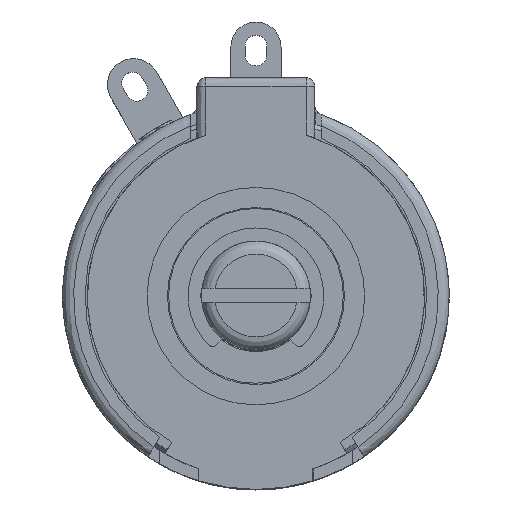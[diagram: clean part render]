
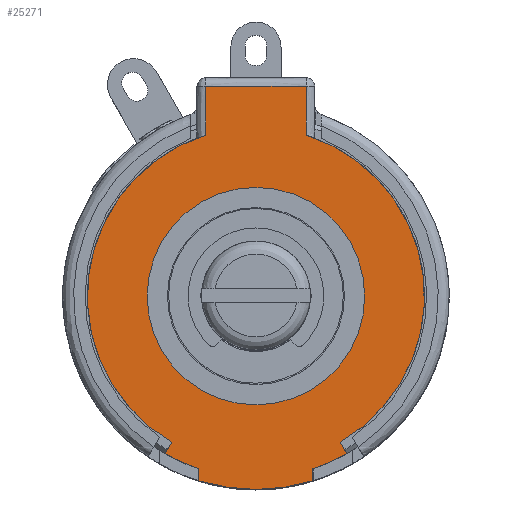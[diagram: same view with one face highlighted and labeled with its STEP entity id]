
A CAD part, top view. The second image highlights one B-rep face of the part: STEP entity #25271.
In plain terms, the highlighted free-form (B-spline) face has degree [1, 1] with [2, 2] control points.
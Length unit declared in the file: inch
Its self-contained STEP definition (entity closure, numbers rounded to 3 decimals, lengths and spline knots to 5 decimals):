
#772=CARTESIAN_POINT('',(0.,0.,0.));
#773=DIRECTION('',(0.,0.,1.));
#774=DIRECTION('',(-0.5,-0.866,0.));
#775=AXIS2_PLACEMENT_3D('',#772,#773,#774);
#796=CARTESIAN_POINT('',(0.,0.,0.));
#797=DIRECTION('',(0.,0.,1.));
#798=DIRECTION('',(0.314,-0.95,0.));
#799=AXIS2_PLACEMENT_3D('',#796,#797,#798);
#7802=CARTESIAN_POINT('',(-0.115,0.36847,0.));
#7830=DIRECTION('',(0.,-1.,0.));
#7831=VECTOR('',#7830,0.11153);
#7832=CARTESIAN_POINT('',(-0.115,0.48,0.));
#7833=LINE('',#7832,#7831);
#7837=CARTESIAN_POINT('',(0.,0.,0.));
#7838=DIRECTION('',(0.,0.,1.));
#7839=DIRECTION('',(-0.298,0.955,0.));
#7840=AXIS2_PLACEMENT_3D('',#7837,#7838,#7839);
#7845=CARTESIAN_POINT('',(0.,0.,0.));
#7846=DIRECTION('',(0.,0.,1.));
#7847=DIRECTION('',(0.5,-0.866,0.));
#7848=AXIS2_PLACEMENT_3D('',#7845,#7846,#7847);
#7867=DIRECTION('',(-0.5,-0.866,0.));
#7868=VECTOR('',#7867,0.03);
#7869=CARTESIAN_POINT('',(-0.193,-0.33429,0.));
#7870=LINE('',#7869,#7868);
#7881=DIRECTION('',(0.,1.,0.));
#7882=VECTOR('',#7881,0.02782);
#7883=CARTESIAN_POINT('',(0.1305,-0.42282,0.));
#7884=LINE('',#7883,#7882);
#7888=CARTESIAN_POINT('',(0.,0.,0.));
#7889=DIRECTION('',(0.,0.,-1.));
#7890=DIRECTION('',(0.295,-0.956,0.));
#7891=AXIS2_PLACEMENT_3D('',#7888,#7889,#7890);
#7896=DIRECTION('',(0.,1.,0.));
#7897=VECTOR('',#7896,0.02782);
#7898=CARTESIAN_POINT('',(-0.1305,-0.42282,0.));
#7899=LINE('',#7898,#7897);
#7903=CARTESIAN_POINT('',(0.,0.,0.));
#7904=DIRECTION('',(0.,0.,-1.));
#7905=DIRECTION('',(0.,1.,0.));
#7906=AXIS2_PLACEMENT_3D('',#7903,#7904,#7905);
#7911=CARTESIAN_POINT('',(0.,0.,0.));
#7912=DIRECTION('',(0.,0.,-1.));
#7913=DIRECTION('',(0.,-1.,0.));
#7914=AXIS2_PLACEMENT_3D('',#7911,#7912,#7913);
#7933=DIRECTION('',(0.5,-0.866,0.));
#7934=VECTOR('',#7933,0.03);
#7935=CARTESIAN_POINT('',(0.193,-0.33429,0.));
#7936=LINE('',#7935,#7934);
#7947=CARTESIAN_POINT('',(0.1305,-0.42282,0.));
#7988=CARTESIAN_POINT('',(-0.1305,-0.42282,0.));
#8001=DIRECTION('',(-1.,0.,0.));
#8002=VECTOR('',#8001,0.23);
#8003=CARTESIAN_POINT('',(0.115,0.48,0.));
#8004=LINE('',#8003,#8002);
#8076=CARTESIAN_POINT('',(0.115,0.36847,0.));
#8081=DIRECTION('',(0.,1.,0.));
#8082=VECTOR('',#8081,0.11153);
#8083=CARTESIAN_POINT('',(0.115,0.36847,0.));
#8084=LINE('',#8083,#8082);
#15456=CARTESIAN_POINT('',(0.115,0.48,0.));
#15458=VERTEX_POINT('',#15456);
#15460=CARTESIAN_POINT('',(-0.115,0.48,0.));
#15462=VERTEX_POINT('',#15460);
#15467=VERTEX_POINT('',#8076);
#15470=VERTEX_POINT('',#7802);
#15480=VERTEX_POINT('',#7988);
#15481=VERTEX_POINT('',#7947);
#15490=CARTESIAN_POINT('',(-0.193,-0.33429,0.));
#15492=VERTEX_POINT('',#15490);
#15494=CARTESIAN_POINT('',(0.193,-0.33429,0.));
#15496=VERTEX_POINT('',#15494);
#15498=CARTESIAN_POINT('',(-0.1305,-0.395,0.));
#15499=VERTEX_POINT('',#15498);
#15500=CARTESIAN_POINT('',(0.1305,-0.395,0.));
#15501=VERTEX_POINT('',#15500);
#15502=CARTESIAN_POINT('',(-0.208,-0.36027,0.));
#15503=VERTEX_POINT('',#15502);
#15504=CARTESIAN_POINT('',(0.208,-0.36027,0.));
#15505=VERTEX_POINT('',#15504);
#15584=CARTESIAN_POINT('',(0.,0.249,0.));
#15585=CARTESIAN_POINT('',(0.,-0.249,0.));
#15586=VERTEX_POINT('',#15584);
#15587=VERTEX_POINT('',#15585);
#25240=CARTESIAN_POINT('',(0.40155,0.49845,0.));
#25241=CARTESIAN_POINT('',(-0.40155,0.49845,0.));
#25242=CARTESIAN_POINT('',(0.40155,-0.46095,0.));
#25243=CARTESIAN_POINT('',(-0.40155,-0.46095,0.));
#25244=B_SPLINE_SURFACE_WITH_KNOTS('',1,1,((#25240,#25241),(#25242,#25243)),
.UNSPECIFIED.,.F.,.F.,.F.,(2,2),(2,2),(-0.49845,0.46095),
(-0.40155,0.40155),.UNSPECIFIED.);
#25245=ORIENTED_EDGE('',*,*,#25194,.F.);
#25247=ORIENTED_EDGE('',*,*,#25246,.T.);
#25248=ORIENTED_EDGE('',*,*,#16640,.F.);
#25250=ORIENTED_EDGE('',*,*,#25249,.F.);
#25252=ORIENTED_EDGE('',*,*,#25251,.T.);
#25254=ORIENTED_EDGE('',*,*,#25253,.T.);
#25255=ORIENTED_EDGE('',*,*,#16632,.F.);
#25256=ORIENTED_EDGE('',*,*,#25222,.F.);
#25257=ORIENTED_EDGE('',*,*,#25146,.F.);
#25258=ORIENTED_EDGE('',*,*,#25096,.F.);
#25260=ORIENTED_EDGE('',*,*,#25259,.F.);
#25262=ORIENTED_EDGE('',*,*,#25261,.F.);
#25263=EDGE_LOOP('',(#25245,#25247,#25248,#25250,#25252,#25254,#25255,#25256,
#25257,#25258,#25260,#25262));
#25264=FACE_OUTER_BOUND('',#25263,.F.);
#25266=ORIENTED_EDGE('',*,*,#25265,.F.);
#25268=ORIENTED_EDGE('',*,*,#25267,.F.);
#25269=EDGE_LOOP('',(#25266,#25268));
#25270=FACE_BOUND('',#25269,.F.);
#25271=ADVANCED_FACE('',(#25264,#25270),#25244,.F.);
#776=CIRCLE('',#775,0.416);
#800=CIRCLE('',#799,0.416);
#7841=CIRCLE('',#7840,0.386);
#7849=CIRCLE('',#7848,0.386);
#7892=CIRCLE('',#7891,0.4425);
#7907=CIRCLE('',#7906,0.249);
#7915=CIRCLE('',#7914,0.249);
#16632=EDGE_CURVE('',#15503,#15499,#776,.T.);
#16640=EDGE_CURVE('',#15501,#15505,#800,.T.);
#25096=EDGE_CURVE('',#15462,#15470,#7833,.T.);
#25146=EDGE_CURVE('',#15470,#15492,#7841,.T.);
#25194=EDGE_CURVE('',#15496,#15467,#7849,.T.);
#25222=EDGE_CURVE('',#15492,#15503,#7870,.T.);
#25246=EDGE_CURVE('',#15496,#15505,#7936,.T.);
#25249=EDGE_CURVE('',#15481,#15501,#7884,.T.);
#25251=EDGE_CURVE('',#15481,#15480,#7892,.T.);
#25253=EDGE_CURVE('',#15480,#15499,#7899,.T.);
#25259=EDGE_CURVE('',#15458,#15462,#8004,.T.);
#25261=EDGE_CURVE('',#15467,#15458,#8084,.T.);
#25265=EDGE_CURVE('',#15586,#15587,#7907,.T.);
#25267=EDGE_CURVE('',#15587,#15586,#7915,.T.);
